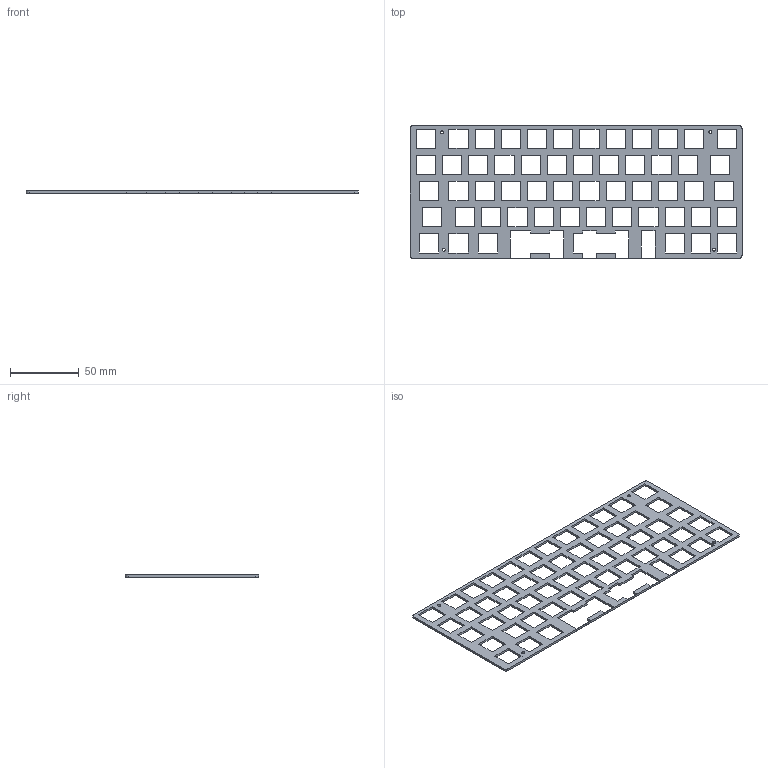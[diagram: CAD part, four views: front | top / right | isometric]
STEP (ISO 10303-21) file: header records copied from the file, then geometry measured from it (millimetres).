
FILE_DESCRIPTION(('KiCad electronic assembly'),'2;1');
FILE_NAME('the PETER switchplate.step','2022-10-09T16:58:46',('Pcbnew'), ('Kicad'),'Open CASCADE STEP processor 7.6','KiCad to STEP converter', 'Unknown');
FILE_SCHEMA(('AUTOMOTIVE_DESIGN { 1 0 10303 214 1 1 1 1 }'));
Length unit declared in the file: millimetre
Products named in the file (2): the PETER switchplate 1; the PETER switchplate PCB
Assembly tree (1 placements, depth 2):
  the PETER switchplate 1
    the PETER switchplate PCB
Bounding box: 241.55 x 96.9 x 1.6 mm (x, y, z)
Volume: 18034.5 mm3; surface area: 29008 mm2
Topology: 1 solids, 1 shells, 262 faces, 780 edges, 520 vertices
Faces by surface type: plane 254, cylinder 8
Full cylindrical faces by diameter (mm): 2.2 x4
Entity records: 19051 total; most frequent: CARTESIAN_POINT 3124, DIRECTION 2884, LINE 2308, VECTOR 2308, ORIENTED_EDGE 1560, PCURVE 1560, DEFINITIONAL_REPRESENTATION 1560, EDGE_CURVE 780
